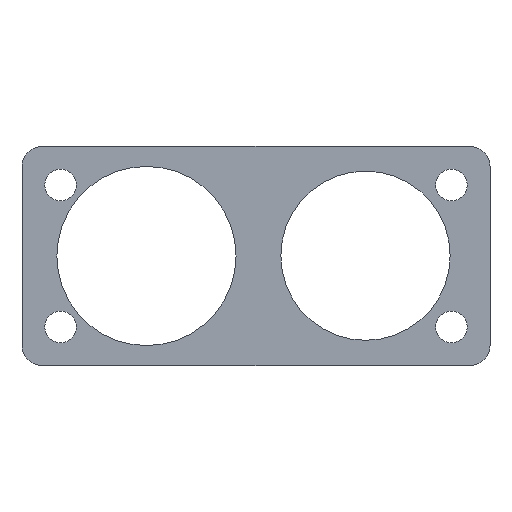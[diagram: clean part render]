
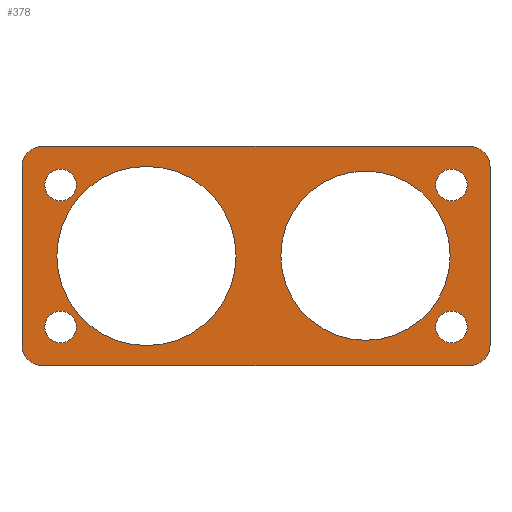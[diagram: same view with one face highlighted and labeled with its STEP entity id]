
A CAD part, left-side view. The second image highlights one B-rep face of the part: STEP entity #378.
In plain terms, the highlighted planar face has unit normal (-1, 0, 0).
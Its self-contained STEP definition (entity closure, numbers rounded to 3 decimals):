
#17=FACE_BOUND('',#76,.T.);
#18=FACE_BOUND('',#77,.T.);
#19=FACE_BOUND('',#78,.T.);
#20=FACE_BOUND('',#79,.T.);
#21=FACE_BOUND('',#80,.T.);
#22=FACE_BOUND('',#81,.T.);
#53=FACE_OUTER_BOUND('',#75,.T.);
#75=EDGE_LOOP('',(#298,#299,#300,#301,#302,#303,#304,#305));
#76=EDGE_LOOP('',(#306));
#77=EDGE_LOOP('',(#307));
#78=EDGE_LOOP('',(#308));
#79=EDGE_LOOP('',(#309));
#80=EDGE_LOOP('',(#310));
#81=EDGE_LOOP('',(#311));
#104=CIRCLE('',#413,1.588);
#106=CIRCLE('',#416,1.588);
#108=CIRCLE('',#419,1.588);
#110=CIRCLE('',#422,1.588);
#112=CIRCLE('',#425,2.);
#113=CIRCLE('',#428,2.);
#114=CIRCLE('',#429,2.);
#115=CIRCLE('',#430,2.);
#116=CIRCLE('',#431,9.);
#117=CIRCLE('',#432,8.5);
#132=LINE('',#629,#157);
#135=LINE('',#635,#160);
#136=LINE('',#639,#161);
#137=LINE('',#643,#162);
#157=VECTOR('',#508,10.);
#160=VECTOR('',#513,10.);
#161=VECTOR('',#516,10.);
#162=VECTOR('',#519,10.);
#180=VERTEX_POINT('',#597);
#182=VERTEX_POINT('',#603);
#184=VERTEX_POINT('',#609);
#186=VERTEX_POINT('',#615);
#189=VERTEX_POINT('',#622);
#190=VERTEX_POINT('',#624);
#191=VERTEX_POINT('',#628);
#193=VERTEX_POINT('',#634);
#194=VERTEX_POINT('',#636);
#195=VERTEX_POINT('',#638);
#196=VERTEX_POINT('',#640);
#197=VERTEX_POINT('',#642);
#198=VERTEX_POINT('',#645);
#199=VERTEX_POINT('',#647);
#218=EDGE_CURVE('',#180,#180,#104,.T.);
#221=EDGE_CURVE('',#182,#182,#106,.T.);
#224=EDGE_CURVE('',#184,#184,#108,.T.);
#227=EDGE_CURVE('',#186,#186,#110,.T.);
#230=EDGE_CURVE('',#189,#190,#112,.T.);
#232=EDGE_CURVE('',#190,#191,#132,.T.);
#235=EDGE_CURVE('',#193,#189,#135,.T.);
#236=EDGE_CURVE('',#194,#193,#113,.T.);
#237=EDGE_CURVE('',#195,#194,#136,.T.);
#238=EDGE_CURVE('',#196,#195,#114,.T.);
#239=EDGE_CURVE('',#197,#196,#137,.T.);
#240=EDGE_CURVE('',#191,#197,#115,.T.);
#241=EDGE_CURVE('',#198,#198,#116,.T.);
#242=EDGE_CURVE('',#199,#199,#117,.T.);
#298=ORIENTED_EDGE('',*,*,#230,.F.);
#299=ORIENTED_EDGE('',*,*,#235,.F.);
#300=ORIENTED_EDGE('',*,*,#236,.F.);
#301=ORIENTED_EDGE('',*,*,#237,.F.);
#302=ORIENTED_EDGE('',*,*,#238,.F.);
#303=ORIENTED_EDGE('',*,*,#239,.F.);
#304=ORIENTED_EDGE('',*,*,#240,.F.);
#305=ORIENTED_EDGE('',*,*,#232,.F.);
#306=ORIENTED_EDGE('',*,*,#218,.T.);
#307=ORIENTED_EDGE('',*,*,#221,.T.);
#308=ORIENTED_EDGE('',*,*,#224,.T.);
#309=ORIENTED_EDGE('',*,*,#227,.T.);
#310=ORIENTED_EDGE('',*,*,#241,.T.);
#311=ORIENTED_EDGE('',*,*,#242,.T.);
#363=PLANE('',#427);
#378=ADVANCED_FACE('',(#53,#17,#18,#19,#20,#21,#22),#363,.F.);
#413=AXIS2_PLACEMENT_3D('',#599,#475,#476);
#416=AXIS2_PLACEMENT_3D('',#605,#482,#483);
#419=AXIS2_PLACEMENT_3D('',#611,#489,#490);
#422=AXIS2_PLACEMENT_3D('',#617,#496,#497);
#425=AXIS2_PLACEMENT_3D('',#625,#503,#504);
#427=AXIS2_PLACEMENT_3D('',#633,#511,#512);
#428=AXIS2_PLACEMENT_3D('',#637,#514,#515);
#429=AXIS2_PLACEMENT_3D('',#641,#517,#518);
#430=AXIS2_PLACEMENT_3D('',#644,#520,#521);
#431=AXIS2_PLACEMENT_3D('',#646,#522,#523);
#432=AXIS2_PLACEMENT_3D('',#648,#524,#525);
#475=DIRECTION('center_axis',(1.,0.,0.));
#476=DIRECTION('ref_axis',(0.,1.,0.));
#482=DIRECTION('center_axis',(1.,0.,0.));
#483=DIRECTION('ref_axis',(0.,1.,0.));
#489=DIRECTION('center_axis',(1.,0.,0.));
#490=DIRECTION('ref_axis',(0.,1.,0.));
#496=DIRECTION('center_axis',(1.,0.,0.));
#497=DIRECTION('ref_axis',(0.,1.,0.));
#503=DIRECTION('center_axis',(1.,0.,0.));
#504=DIRECTION('ref_axis',(0.,-0.707,-0.707));
#508=DIRECTION('',(0.,1.,0.));
#511=DIRECTION('center_axis',(1.,0.,0.));
#512=DIRECTION('ref_axis',(0.,1.,0.));
#513=DIRECTION('',(0.,0.,-1.));
#514=DIRECTION('center_axis',(1.,0.,0.));
#515=DIRECTION('ref_axis',(0.,-0.707,0.707));
#516=DIRECTION('',(0.,-1.,0.));
#517=DIRECTION('center_axis',(1.,0.,0.));
#518=DIRECTION('ref_axis',(0.,0.707,0.707));
#519=DIRECTION('',(0.,0.,1.));
#520=DIRECTION('center_axis',(1.,0.,0.));
#521=DIRECTION('ref_axis',(0.,0.707,-0.707));
#522=DIRECTION('center_axis',(1.,0.,0.));
#523=DIRECTION('ref_axis',(0.,1.,0.));
#524=DIRECTION('center_axis',(1.,0.,0.));
#525=DIRECTION('ref_axis',(0.,1.,0.));
#597=CARTESIAN_POINT('',(0.,-21.213,-7.125));
#599=CARTESIAN_POINT('Origin',(0.,-19.625,-7.125));
#603=CARTESIAN_POINT('',(0.,18.038,-7.125));
#605=CARTESIAN_POINT('Origin',(0.,19.625,-7.125));
#609=CARTESIAN_POINT('',(0.,-21.213,7.125));
#611=CARTESIAN_POINT('Origin',(0.,-19.625,7.125));
#615=CARTESIAN_POINT('',(0.,18.038,7.125));
#617=CARTESIAN_POINT('Origin',(0.,19.625,7.125));
#622=CARTESIAN_POINT('',(0.,-23.5,-9.));
#624=CARTESIAN_POINT('',(0.,-21.5,-11.));
#625=CARTESIAN_POINT('Origin',(0.,-21.5,-9.));
#628=CARTESIAN_POINT('',(0.,21.5,-11.));
#629=CARTESIAN_POINT('',(0.,-23.5,-11.));
#633=CARTESIAN_POINT('Origin',(0.,0.,0.));
#634=CARTESIAN_POINT('',(0.,-23.5,9.));
#635=CARTESIAN_POINT('',(0.,-23.5,11.));
#636=CARTESIAN_POINT('',(0.,-21.5,11.));
#637=CARTESIAN_POINT('Origin',(0.,-21.5,9.));
#638=CARTESIAN_POINT('',(0.,21.5,11.));
#639=CARTESIAN_POINT('',(0.,23.5,11.));
#640=CARTESIAN_POINT('',(0.,23.5,9.));
#641=CARTESIAN_POINT('Origin',(0.,21.5,9.));
#642=CARTESIAN_POINT('',(0.,23.5,-9.));
#643=CARTESIAN_POINT('',(0.,23.5,-11.));
#644=CARTESIAN_POINT('Origin',(0.,21.5,-9.));
#645=CARTESIAN_POINT('',(0.,2.,0.));
#646=CARTESIAN_POINT('Origin',(0.,11.,0.));
#647=CARTESIAN_POINT('',(0.,-19.5,0.028));
#648=CARTESIAN_POINT('Origin',(0.,-11.,0.028));
